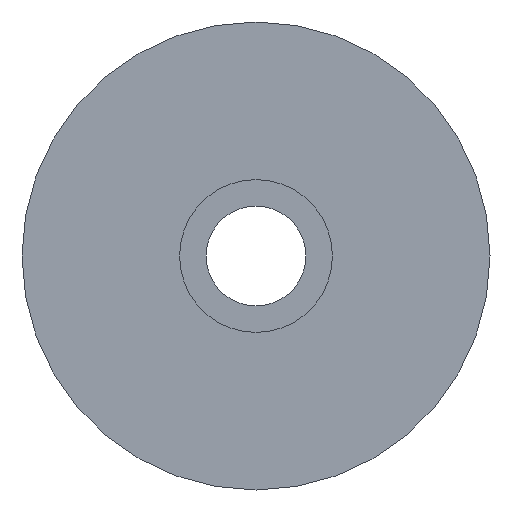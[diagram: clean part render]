
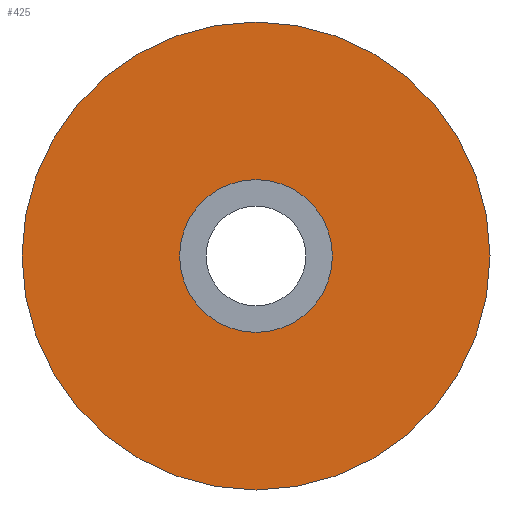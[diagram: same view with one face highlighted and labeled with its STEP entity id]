
A CAD part, front view. The second image highlights one B-rep face of the part: STEP entity #425.
In plain terms, the highlighted planar face has unit normal (0, -1, 0).
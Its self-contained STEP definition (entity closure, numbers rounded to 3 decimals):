
#8 = AXIS2_PLACEMENT_3D ( 'NONE', #33, #328, #111 ) ;
#20 = VERTEX_POINT ( 'NONE', #291 ) ;
#33 = CARTESIAN_POINT ( 'NONE',  ( 0., 19., 0. ) ) ;
#53 = CARTESIAN_POINT ( 'NONE',  ( 0., 19., 2.45 ) ) ;
#64 = AXIS2_PLACEMENT_3D ( 'NONE', #432, #89, #138 ) ;
#89 = DIRECTION ( 'NONE',  ( 0., 1., 0. ) ) ;
#93 = EDGE_LOOP ( 'NONE', ( #241, #394 ) ) ;
#100 = FACE_BOUND ( 'NONE', #352, .T. ) ;
#111 = DIRECTION ( 'NONE',  ( 0., 0., 1. ) ) ;
#123 = DIRECTION ( 'NONE',  ( 0., 1., 0. ) ) ;
#129 = AXIS2_PLACEMENT_3D ( 'NONE', #240, #349, #356 ) ;
#138 = DIRECTION ( 'NONE',  ( 0., 0., 1. ) ) ;
#147 = PLANE ( 'NONE',  #414 ) ;
#182 = CARTESIAN_POINT ( 'NONE',  ( 0., 19., 7.5 ) ) ;
#194 = CIRCLE ( 'NONE', #404, 7.5 ) ;
#218 = EDGE_CURVE ( 'NONE', #429, #239, #194, .T. ) ;
#239 = VERTEX_POINT ( 'NONE', #345 ) ;
#240 = CARTESIAN_POINT ( 'NONE',  ( 0., 19., 0. ) ) ;
#241 = ORIENTED_EDGE ( 'NONE', *, *, #386, .F. ) ;
#275 = VERTEX_POINT ( 'NONE', #53 ) ;
#287 = DIRECTION ( 'NONE',  ( 0., 0., 1. ) ) ;
#291 = CARTESIAN_POINT ( 'NONE',  ( 0., 19., -2.45 ) ) ;
#295 = CIRCLE ( 'NONE', #8, 2.45 ) ;
#318 = EDGE_CURVE ( 'NONE', #275, #20, #434, .T. ) ;
#328 = DIRECTION ( 'NONE',  ( 0., 1., 0. ) ) ;
#338 = CIRCLE ( 'NONE', #129, 7.5 ) ;
#345 = CARTESIAN_POINT ( 'NONE',  ( 0., 19., -7.5 ) ) ;
#349 = DIRECTION ( 'NONE',  ( 0., 1., 0. ) ) ;
#352 = EDGE_LOOP ( 'NONE', ( #398, #466 ) ) ;
#356 = DIRECTION ( 'NONE',  ( 0., 0., 1. ) ) ;
#360 = CARTESIAN_POINT ( 'NONE',  ( 0., 19., 0. ) ) ;
#381 = CARTESIAN_POINT ( 'NONE',  ( 0., 19., 0. ) ) ;
#386 = EDGE_CURVE ( 'NONE', #239, #429, #338, .T. ) ;
#394 = ORIENTED_EDGE ( 'NONE', *, *, #218, .F. ) ;
#398 = ORIENTED_EDGE ( 'NONE', *, *, #446, .T. ) ;
#404 = AXIS2_PLACEMENT_3D ( 'NONE', #381, #123, #416 ) ;
#414 = AXIS2_PLACEMENT_3D ( 'NONE', #360, #482, #287 ) ;
#416 = DIRECTION ( 'NONE',  ( 0., 0., 1. ) ) ;
#425 = ADVANCED_FACE ( 'NONE', ( #100, #445 ), #147, .F. ) ;
#429 = VERTEX_POINT ( 'NONE', #182 ) ;
#432 = CARTESIAN_POINT ( 'NONE',  ( 0., 19., 0. ) ) ;
#434 = CIRCLE ( 'NONE', #64, 2.45 ) ;
#445 = FACE_OUTER_BOUND ( 'NONE', #93, .T. ) ;
#446 = EDGE_CURVE ( 'NONE', #20, #275, #295, .T. ) ;
#466 = ORIENTED_EDGE ( 'NONE', *, *, #318, .T. ) ;
#482 = DIRECTION ( 'NONE',  ( 0., 1., 0. ) ) ;
